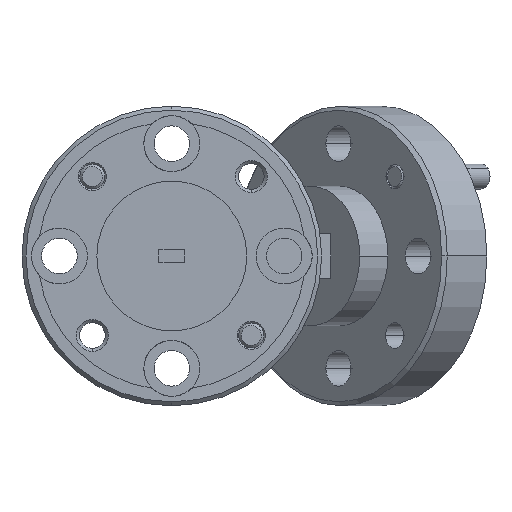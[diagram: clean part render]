
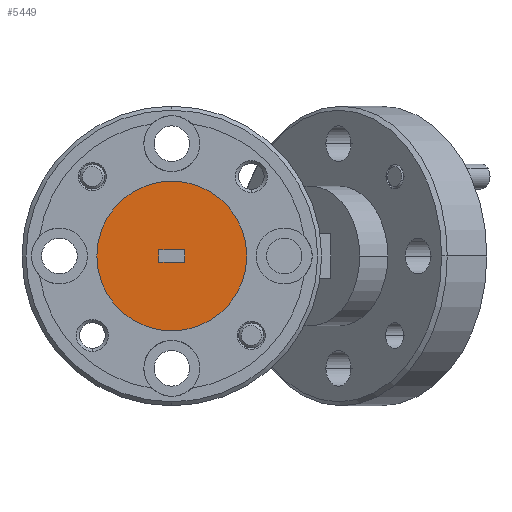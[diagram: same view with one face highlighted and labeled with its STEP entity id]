
A CAD part, left-side view. The second image highlights one B-rep face of the part: STEP entity #5449.
In plain terms, the highlighted planar face has unit normal (-1, 0, 0).
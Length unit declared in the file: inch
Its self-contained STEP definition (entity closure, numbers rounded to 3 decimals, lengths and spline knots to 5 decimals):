
#124 = ORIENTED_EDGE ( 'NONE', *, *, #3390, .T. ) ;
#317 = VECTOR ( 'NONE', #6318, 39.37008 ) ;
#344 = VECTOR ( 'NONE', #2772, 39.37008 ) ;
#497 = EDGE_CURVE ( 'NONE', #1082, #2847, #6359, .T. ) ;
#978 = LINE ( 'NONE', #3692, #317 ) ;
#979 = CARTESIAN_POINT ( 'NONE',  ( 0., 0.0325, -0.01625 ) ) ;
#1082 = VERTEX_POINT ( 'NONE', #2557 ) ;
#1272 = CARTESIAN_POINT ( 'NONE',  ( 0., 0., 0. ) ) ;
#1503 = EDGE_CURVE ( 'NONE', #7097, #5377, #978, .T. ) ;
#1723 = CARTESIAN_POINT ( 'NONE',  ( 0., 0.0325, 0.01625 ) ) ;
#1737 = VERTEX_POINT ( 'NONE', #6484 ) ;
#2027 = VERTEX_POINT ( 'NONE', #7247 ) ;
#2095 = EDGE_LOOP ( 'NONE', ( #124, #2353 ) ) ;
#2353 = ORIENTED_EDGE ( 'NONE', *, *, #497, .T. ) ;
#2557 = CARTESIAN_POINT ( 'NONE',  ( 0., 0., -0.1875 ) ) ;
#2687 = CARTESIAN_POINT ( 'NONE',  ( 0., -0.0325, -0.01625 ) ) ;
#2715 = EDGE_CURVE ( 'NONE', #5377, #2027, #6320, .T. ) ;
#2744 = ORIENTED_EDGE ( 'NONE', *, *, #4154, .T. ) ;
#2772 = DIRECTION ( 'NONE',  ( 0., 1., 0. ) ) ;
#2788 = ORIENTED_EDGE ( 'NONE', *, *, #7680, .T. ) ;
#2847 = VERTEX_POINT ( 'NONE', #3219 ) ;
#2920 = DIRECTION ( 'NONE',  ( 0., 0., 1. ) ) ;
#3059 = AXIS2_PLACEMENT_3D ( 'NONE', #4099, #6490, #2920 ) ;
#3203 = CARTESIAN_POINT ( 'NONE',  ( 0., 0., 0. ) ) ;
#3219 = CARTESIAN_POINT ( 'NONE',  ( 0., 0., 0.1875 ) ) ;
#3230 = CARTESIAN_POINT ( 'NONE',  ( 0., -0.0325, 0.01625 ) ) ;
#3256 = AXIS2_PLACEMENT_3D ( 'NONE', #1272, #7234, #3621 ) ;
#3390 = EDGE_CURVE ( 'NONE', #2847, #1082, #6283, .T. ) ;
#3621 = DIRECTION ( 'NONE',  ( 0., 0., 1. ) ) ;
#3692 = CARTESIAN_POINT ( 'NONE',  ( 0., -0.0325, -0.01625 ) ) ;
#3763 = VECTOR ( 'NONE', #4680, 39.37008 ) ;
#3823 = FACE_BOUND ( 'NONE', #7465, .T. ) ;
#3900 = CARTESIAN_POINT ( 'NONE',  ( 0., 0.0325, -0.01625 ) ) ;
#4099 = CARTESIAN_POINT ( 'NONE',  ( 0., 0., 0. ) ) ;
#4154 = EDGE_CURVE ( 'NONE', #1737, #7097, #4635, .T. ) ;
#4635 = LINE ( 'NONE', #1723, #3763 ) ;
#4680 = DIRECTION ( 'NONE',  ( 0., -1., 0. ) ) ;
#5124 = PLANE ( 'NONE',  #5741 ) ;
#5163 = DIRECTION ( 'NONE',  ( 0., 0., 1. ) ) ;
#5258 = ORIENTED_EDGE ( 'NONE', *, *, #1503, .T. ) ;
#5377 = VERTEX_POINT ( 'NONE', #2687 ) ;
#5449 = ADVANCED_FACE ( 'NONE', ( #3823, #7463 ), #5124, .F. ) ;
#5536 = VECTOR ( 'NONE', #5163, 39.37008 ) ;
#5579 = DIRECTION ( 'NONE',  ( 0., 0., -1. ) ) ;
#5611 = DIRECTION ( 'NONE',  ( 1., 0., 0. ) ) ;
#5741 = AXIS2_PLACEMENT_3D ( 'NONE', #3203, #5611, #5579 ) ;
#6283 = CIRCLE ( 'NONE', #3059, 0.1875 ) ;
#6318 = DIRECTION ( 'NONE',  ( 0., 0., -1. ) ) ;
#6320 = LINE ( 'NONE', #979, #344 ) ;
#6359 = CIRCLE ( 'NONE', #3256, 0.1875 ) ;
#6484 = CARTESIAN_POINT ( 'NONE',  ( 0., 0.0325, 0.01625 ) ) ;
#6490 = DIRECTION ( 'NONE',  ( -1., 0., 0. ) ) ;
#7097 = VERTEX_POINT ( 'NONE', #3230 ) ;
#7197 = ORIENTED_EDGE ( 'NONE', *, *, #2715, .T. ) ;
#7234 = DIRECTION ( 'NONE',  ( -1., 0., 0. ) ) ;
#7247 = CARTESIAN_POINT ( 'NONE',  ( 0., 0.0325, -0.01625 ) ) ;
#7463 = FACE_OUTER_BOUND ( 'NONE', #2095, .T. ) ;
#7465 = EDGE_LOOP ( 'NONE', ( #2788, #2744, #5258, #7197 ) ) ;
#7500 = LINE ( 'NONE', #3900, #5536 ) ;
#7680 = EDGE_CURVE ( 'NONE', #2027, #1737, #7500, .T. ) ;
